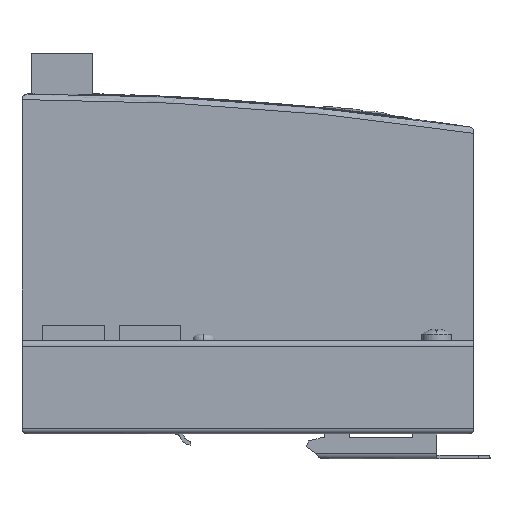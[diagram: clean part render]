
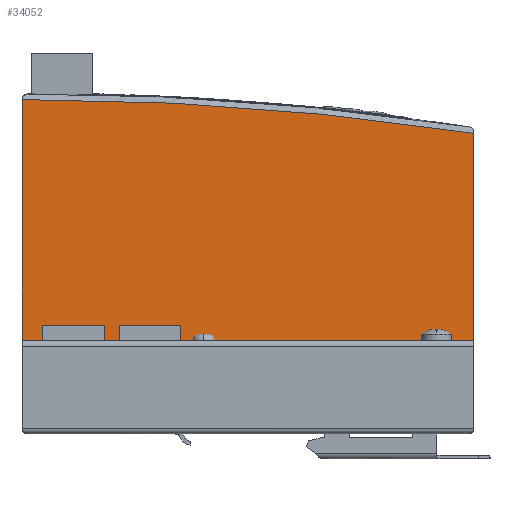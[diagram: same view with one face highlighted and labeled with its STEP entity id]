
A CAD part, left-side view. The second image highlights one B-rep face of the part: STEP entity #34052.
In plain terms, the highlighted planar face has unit normal (-1, 0, 0).
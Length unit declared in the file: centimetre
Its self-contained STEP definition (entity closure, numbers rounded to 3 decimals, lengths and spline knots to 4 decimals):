
#1895=PLANE('',#42628);
#3757=VECTOR('',#35941,1.);
#3777=VECTOR('',#35993,1.);
#3778=VECTOR('',#35995,1.);
#7342=LINE('',#44779,#3757);
#7362=LINE('',#44930,#3777);
#7363=LINE('',#44932,#3778);
#11173=VERTEX_POINT('',#44749);
#11174=VERTEX_POINT('',#44750);
#11181=VERTEX_POINT('',#44780);
#11182=VERTEX_POINT('',#44782);
#11191=VERTEX_POINT('',#44902);
#11192=VERTEX_POINT('',#44903);
#14447=CIRCLE('',#42602,0.15);
#14452=CIRCLE('',#42609,79.85);
#14457=CIRCLE('',#42620,0.15);
#15005=EDGE_CURVE('',#11173,#11174,#14447,.T.);
#15014=EDGE_CURVE('',#11181,#11182,#14452,.T.);
#15031=EDGE_CURVE('',#11191,#11192,#14457,.T.);
#15041=EDGE_CURVE('',#11174,#11181,#7342,.T.);
#15046=EDGE_CURVE('',#11192,#11173,#7362,.T.);
#15047=EDGE_CURVE('',#11182,#11191,#7363,.T.);
#20050=ORIENTED_EDGE('',*,*,#15014,.F.);
#20051=ORIENTED_EDGE('',*,*,#15041,.F.);
#20052=ORIENTED_EDGE('',*,*,#15005,.F.);
#20053=ORIENTED_EDGE('',*,*,#15046,.F.);
#20054=ORIENTED_EDGE('',*,*,#15031,.F.);
#20055=ORIENTED_EDGE('',*,*,#15047,.F.);
#29943=EDGE_LOOP('',(#20050,#20051,#20052,#20053,#20054,#20055));
#31998=FACE_BOUND('',#29943,.T.);
#34052=ADVANCED_FACE('',(#31998),#1895,.F.);
#35926=DIRECTION('',(1.,0.,0.));
#35927=DIRECTION('',(0.,0.106,-0.106));
#35941=DIRECTION('',(0.,0.,1.));
#35942=DIRECTION('',(1.,0.,0.));
#35943=DIRECTION('',(0.,-5.923,79.63));
#35971=DIRECTION('',(1.,0.,0.));
#35972=DIRECTION('',(0.,-0.106,-0.106));
#35993=DIRECTION('',(0.,1.,0.));
#35995=DIRECTION('',(0.,0.,-1.));
#35999=DIRECTION('',(1.,0.,0.));
#42602=AXIS2_PLACEMENT_3D('',#44748,#35926,#35927);
#42609=AXIS2_PLACEMENT_3D('',#44781,#35942,#35943);
#42620=AXIS2_PLACEMENT_3D('',#44901,#35971,#35972);
#42628=AXIS2_PLACEMENT_3D('',#44937,#35999,$);
#44748=CARTESIAN_POINT('',(-2.8,5.9,0.15));
#44749=CARTESIAN_POINT('',(-2.8,5.9,0.));
#44750=CARTESIAN_POINT('',(-2.8,6.05,0.15));
#44779=CARTESIAN_POINT('',(-2.8,6.05,0.));
#44780=CARTESIAN_POINT('',(-2.8,6.05,8.95));
#44781=CARTESIAN_POINT('',(-2.8,5.9169,-70.8999));
#44782=CARTESIAN_POINT('',(-2.8,-6.05,8.0483));
#44901=CARTESIAN_POINT('',(-2.8,-5.9,0.15));
#44902=CARTESIAN_POINT('',(-2.8,-6.05,0.15));
#44903=CARTESIAN_POINT('',(-2.8,-5.9,0.));
#44930=CARTESIAN_POINT('',(-2.8,-6.05,0.));
#44932=CARTESIAN_POINT('',(-2.8,-6.05,8.2));
#44937=CARTESIAN_POINT('',(-2.8,0.1281,4.3749));
